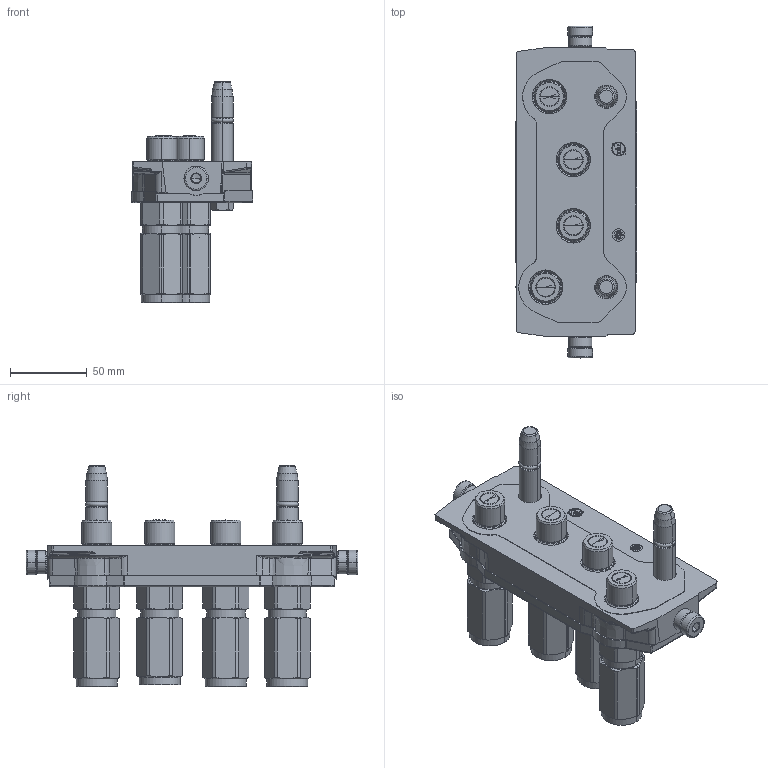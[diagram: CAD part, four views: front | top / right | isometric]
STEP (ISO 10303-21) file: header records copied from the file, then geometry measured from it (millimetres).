
FILE_DESCRIPTION (( 'STEP AP214' ), '1' );
FILE_NAME ('FASTER.step', '2025-11-14T09:59:56', ( '' ), ( '' ), 'SwSTEP 2.0', 'SolidWorks 2017', '' );
FILE_SCHEMA (( 'AUTOMOTIVE_DESIGN' ));
Length unit declared in the file: millimetre
Products named in the file (14): 4830_013_3000_020; 1540_080_0008_000; 3ffnp38-12g_m; FASTER; 4830_028_1000_002; 4830_021_0000_000; 3ffnp38_gas_m; PS06_M_BASE; et002; or2_62x9_19_m; 4800_315_0002_000; 4832_010_0001_000
Assembly tree (20 placements, depth 3):
  FASTER
    PS06_M_BASE
      4832_010_0001_000
      1540_080_0008_000  x2
      4830_013_3000_020  x2
      4830_028_1000_002  x2
      4830_021_0000_000  x2
      4800_315_0002_000
      or2_62x9_19_m  x2
    3ffnp38-12g_m  x3
      3ffnp38-12g_m
    3ffnp38_gas_m
      3ffnp38_gas_m
    et002
Bounding box: 79.23 x 216 x 143.8 mm (x, y, z)
Volume: 12527.4 mm3; surface area: 167470.3 mm2
Topology: 6 solids, 57 shells, 4341 faces, 11654 edges, 7445 vertices
Faces by surface type: plane 2312, cylinder 792, bspline 604, cone 390, torus 201, sphere 42
Entity records: 167466 total; most frequent: CARTESIAN_POINT 73611, ORIENTED_EDGE 20088, DIRECTION 16444, EDGE_CURVE 10259, VECTOR 6558, LINE 6558, VERTEX_POINT 6527, AXIS2_PLACEMENT_3D 4943
